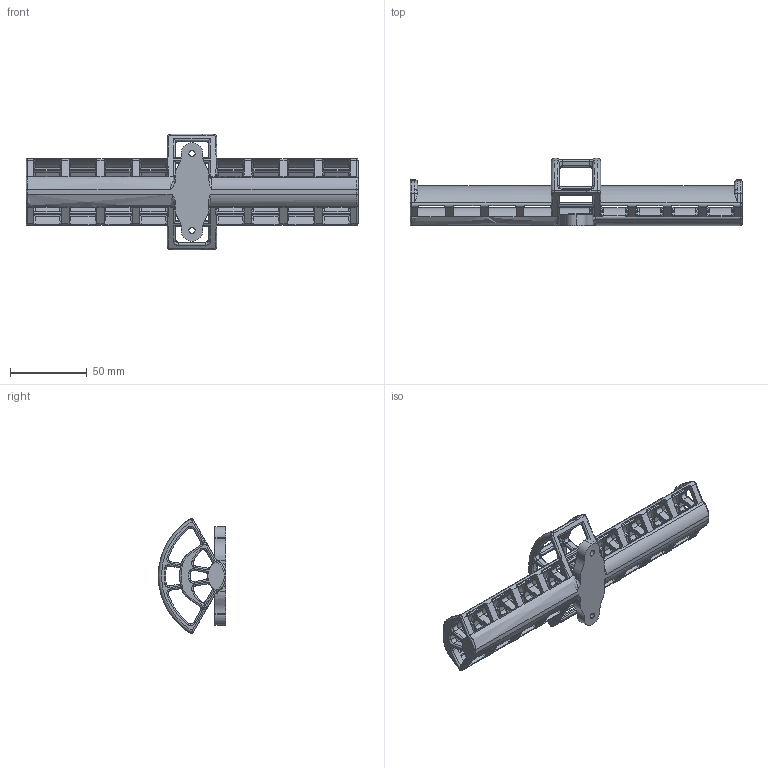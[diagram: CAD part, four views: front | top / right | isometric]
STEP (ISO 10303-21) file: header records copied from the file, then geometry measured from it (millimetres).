
FILE_DESCRIPTION(/* description */ (''),/* implementation_level */ '2;1');
FILE_NAME(/* name */ 'pSpoolholder-3.stp',/* time_stamp */ '2020-04-22T23:12:44+02:00',/* author */ ('niels'),/* organization */ (''),/* preprocessor_version */ 'ST-DEVELOPER v18',/* originating_system */ 'Autodesk Inventor 2020',/* authorisation */ '');
FILE_SCHEMA (('AUTOMOTIVE_DESIGN { 1 0 10303 214 3 1 1 }'));
Length unit declared in the file: millimetre
Products named in the file (1): pSpoolholder-3
Bounding box: 216 x 43.76 x 75.04 mm (x, y, z)
Volume: 71687.6 mm3; surface area: 51873.1 mm2
Topology: 1 solids, 4 shells, 1086 faces, 3094 edges, 1923 vertices
Faces by surface type: cylinder 374, torus 273, plane 256, bspline 173, sphere 10
Full cylindrical faces by diameter (mm): 3 x2, 5 x1
Entity records: 51662 total; most frequent: CARTESIAN_POINT 24063, ORIENTED_EDGE 6152, DIRECTION 5612, EDGE_CURVE 3076, AXIS2_PLACEMENT_3D 2308, VERTEX_POINT 1923, CIRCLE 1362, EDGE_LOOP 1119
